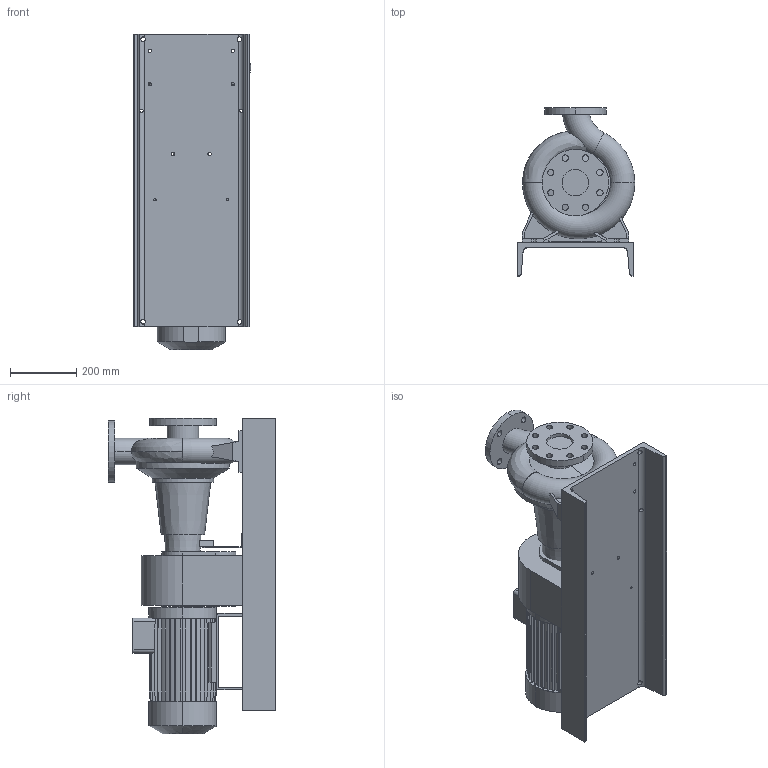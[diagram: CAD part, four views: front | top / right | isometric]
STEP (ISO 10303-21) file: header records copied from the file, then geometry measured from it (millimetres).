
FILE_DESCRIPTION (( 'STEP AP203' ), '1' );
FILE_NAME ('10018071swa00.step', '2023-07-07T12:24:52', ( '' ), ( '' ), 'SwSTEP 2.0', 'SolidWorks 2020', '' );
FILE_SCHEMA (( 'CONFIG_CONTROL_DESIGN' ));
Length unit declared in the file: millimetre
Products named in the file (5): 10012573swp00_210; 10018072swp00_100L; 10018097swp00_MCG 15 N4 65-200 100; 10017783swp00_65-200; 10018071swa00
Assembly tree (4 placements, depth 2):
  10018071swa00
    10017783swp00_65-200
    10018097swp00_MCG 15 N4 65-200 100
    10018072swp00_100L
    10012573swp00_210
Bounding box: 354 x 505 x 949 mm (x, y, z)
Volume: 43260935.8 mm3; surface area: 2549339.2 mm2
Topology: 5 solids, 5 shells, 564 faces, 1621 edges, 1080 vertices
Faces by surface type: plane 379, cylinder 168, cone 10, torus 5, bspline 2
Entity records: 20985 total; most frequent: CARTESIAN_POINT 5311, ORIENTED_EDGE 3242, DIRECTION 3054, EDGE_CURVE 1621, LINE 1184, VECTOR 1184, VERTEX_POINT 1080, AXIS2_PLACEMENT_3D 935
